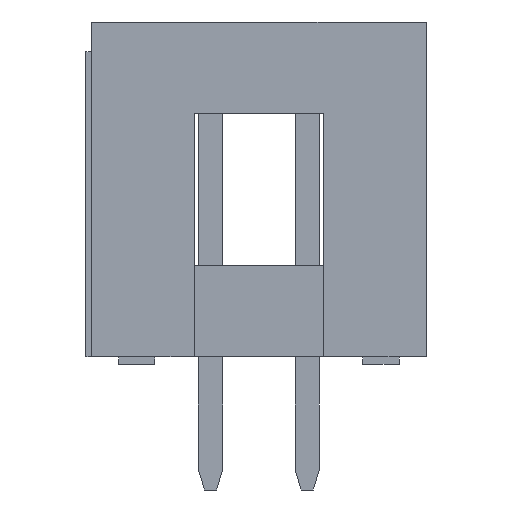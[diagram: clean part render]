
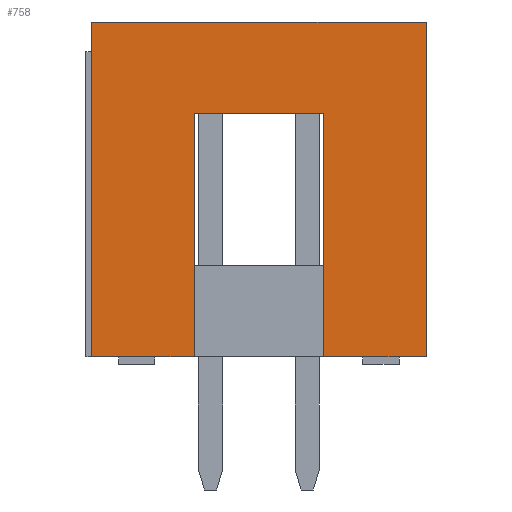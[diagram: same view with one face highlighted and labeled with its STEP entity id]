
A CAD part, left-side view. The second image highlights one B-rep face of the part: STEP entity #758.
In plain terms, the highlighted planar face has unit normal (-1, 0, 0).
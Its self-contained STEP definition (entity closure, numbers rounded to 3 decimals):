
#758=ADVANCED_FACE('',(#1543),#1544,.F.);
#1543=FACE_OUTER_BOUND('',#2320,.T.);
#1544=PLANE('',#2321);
#2320=EDGE_LOOP('',(#4575,#4576,#4577,#4578,#4579,#4580,#4581,#4582));
#2321=AXIS2_PLACEMENT_3D('',#4583,#4584,#4585);
#4575=ORIENTED_EDGE('',*,*,#5443,.T.);
#4576=ORIENTED_EDGE('',*,*,#4750,.F.);
#4577=ORIENTED_EDGE('',*,*,#5484,.F.);
#4578=ORIENTED_EDGE('',*,*,#5481,.F.);
#4579=ORIENTED_EDGE('',*,*,#5364,.T.);
#4580=ORIENTED_EDGE('',*,*,#4754,.F.);
#4581=ORIENTED_EDGE('',*,*,#5454,.T.);
#4582=ORIENTED_EDGE('',*,*,#5450,.T.);
#4583=CARTESIAN_POINT('',(-12.7,0.0,4.4));
#4584=DIRECTION('',(1.0,0.0,0.0));
#4585=DIRECTION('',(0.0,0.0,-1.0));
#4750=EDGE_CURVE('',#5738,#5740,#5741,.T.);
#4754=EDGE_CURVE('',#5746,#5748,#5749,.T.);
#5364=EDGE_CURVE('',#6644,#5748,#6645,.T.);
#5443=EDGE_CURVE('',#6747,#5740,#6748,.T.);
#5450=EDGE_CURVE('',#6756,#6747,#6757,.T.);
#5454=EDGE_CURVE('',#5746,#6756,#6762,.T.);
#5481=EDGE_CURVE('',#6644,#6798,#6799,.T.);
#5484=EDGE_CURVE('',#6798,#5738,#6802,.T.);
#5738=VERTEX_POINT('',#7178);
#5740=VERTEX_POINT('',#7181);
#5741=LINE('',#7182,#7183);
#5746=VERTEX_POINT('',#7190);
#5748=VERTEX_POINT('',#7193);
#5749=LINE('',#7194,#7195);
#6644=VERTEX_POINT('',#8525);
#6645=LINE('',#8526,#8527);
#6747=VERTEX_POINT('',#8678);
#6748=LINE('',#8679,#8680);
#6756=VERTEX_POINT('',#8692);
#6757=LINE('',#8693,#8694);
#6762=LINE('',#8701,#8702);
#6798=VERTEX_POINT('',#8756);
#6799=LINE('',#8757,#8758);
#6802=LINE('',#8762,#8763);
#7178=CARTESIAN_POINT('',(-12.7,-4.4,0.0));
#7181=CARTESIAN_POINT('',(-12.7,-1.7,0.0));
#7182=CARTESIAN_POINT('',(-12.7,0.0,0.0));
#7183=VECTOR('',#8891,1.0);
#7190=CARTESIAN_POINT('',(-12.7,1.7,0.0));
#7193=CARTESIAN_POINT('',(-12.7,4.4,0.0));
#7194=CARTESIAN_POINT('',(-12.7,0.0,0.0));
#7195=VECTOR('',#8895,1.0);
#8525=CARTESIAN_POINT('',(-12.7,4.4,8.8));
#8526=CARTESIAN_POINT('',(-12.7,4.4,4.4));
#8527=VECTOR('',#9331,1.0);
#8678=CARTESIAN_POINT('',(-12.7,-1.7,6.4));
#8679=CARTESIAN_POINT('',(-12.7,-1.7,3.775));
#8680=VECTOR('',#9381,1.0);
#8692=CARTESIAN_POINT('',(-12.7,1.7,6.4));
#8693=CARTESIAN_POINT('',(-12.7,0.0,6.4));
#8694=VECTOR('',#9386,1.0);
#8701=CARTESIAN_POINT('',(-12.7,1.7,3.775));
#8702=VECTOR('',#9389,1.0);
#8756=CARTESIAN_POINT('',(-12.7,-4.4,8.8));
#8757=CARTESIAN_POINT('',(-12.7,0.0,8.8));
#8758=VECTOR('',#9408,1.0);
#8762=CARTESIAN_POINT('',(-12.7,-4.4,4.4));
#8763=VECTOR('',#9410,1.0);
#8891=DIRECTION('',(0.0,1.0,0.0));
#8895=DIRECTION('',(0.0,1.0,0.0));
#9331=DIRECTION('',(0.0,0.0,-1.0));
#9381=DIRECTION('',(0.0,0.0,-1.0));
#9386=DIRECTION('',(0.0,-1.0,0.0));
#9389=DIRECTION('',(-0.0,0.0,1.0));
#9408=DIRECTION('',(0.0,-1.0,0.0));
#9410=DIRECTION('',(0.0,0.0,-1.0));
